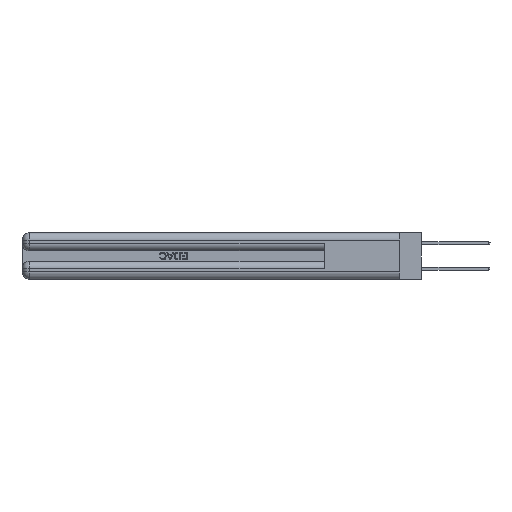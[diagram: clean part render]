
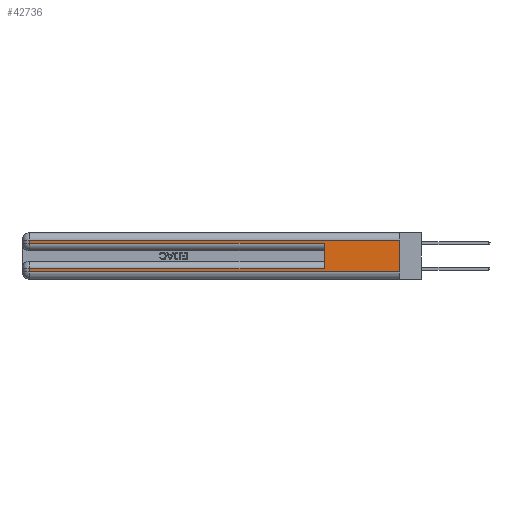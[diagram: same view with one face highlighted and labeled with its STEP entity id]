
A CAD part, left-side view. The second image highlights one B-rep face of the part: STEP entity #42736.
In plain terms, the highlighted planar face has unit normal (-1, 0, 0).
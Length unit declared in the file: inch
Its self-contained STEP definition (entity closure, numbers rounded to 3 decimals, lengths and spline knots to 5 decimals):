
#1233 = EDGE_CURVE ( 'NONE', #45578, #33511, #2930, .T. ) ;
#1263 = VERTEX_POINT ( 'NONE', #26299 ) ;
#1382 = ORIENTED_EDGE ( 'NONE', *, *, #1233, .T. ) ;
#2211 = DIRECTION ( 'NONE',  ( 0., -1., 0. ) ) ;
#2502 = VERTEX_POINT ( 'NONE', #26370 ) ;
#2930 = LINE ( 'NONE', #26986, #34551 ) ;
#7084 = ORIENTED_EDGE ( 'NONE', *, *, #34777, .T. ) ;
#7300 = CARTESIAN_POINT ( 'NONE',  ( 0., 0., 0.37 ) ) ;
#7521 = DIRECTION ( 'NONE',  ( 0., 1., 0. ) ) ;
#12834 = LINE ( 'NONE', #17209, #35465 ) ;
#13443 = ORIENTED_EDGE ( 'NONE', *, *, #13943, .T. ) ;
#13756 = VECTOR ( 'NONE', #34298, 39.37008 ) ;
#13943 = EDGE_CURVE ( 'NONE', #2502, #18396, #33193, .T. ) ;
#14267 = DIRECTION ( 'NONE',  ( 0., 0., -1. ) ) ;
#14274 = DIRECTION ( 'NONE',  ( 0., 0., -1. ) ) ;
#14930 = LINE ( 'NONE', #7300, #13756 ) ;
#15858 = CARTESIAN_POINT ( 'NONE',  ( 0., 0., 0.31 ) ) ;
#16065 = ORIENTED_EDGE ( 'NONE', *, *, #39935, .F. ) ;
#16186 = LINE ( 'NONE', #25421, #23326 ) ;
#17047 = LINE ( 'NONE', #46788, #26624 ) ;
#17209 = CARTESIAN_POINT ( 'NONE',  ( 0., 0., 0.285 ) ) ;
#17597 = DIRECTION ( 'NONE',  ( 0., 0., 1. ) ) ;
#18396 = VERTEX_POINT ( 'NONE', #26805 ) ;
#19087 = CARTESIAN_POINT ( 'NONE',  ( 0., 2.94, 0.31 ) ) ;
#19386 = ORIENTED_EDGE ( 'NONE', *, *, #41310, .T. ) ;
#19815 = VERTEX_POINT ( 'NONE', #15858 ) ;
#21314 = LINE ( 'NONE', #22989, #42816 ) ;
#21410 = CARTESIAN_POINT ( 'NONE',  ( 0., 0., 0.37 ) ) ;
#22224 = ORIENTED_EDGE ( 'NONE', *, *, #44649, .F. ) ;
#22989 = CARTESIAN_POINT ( 'NONE',  ( 0., 0., 0.31 ) ) ;
#23326 = VECTOR ( 'NONE', #17597, 39.37008 ) ;
#24493 = DIRECTION ( 'NONE',  ( 0., -1., 0. ) ) ;
#25421 = CARTESIAN_POINT ( 'NONE',  ( 0., 0.6, 0.145 ) ) ;
#25571 = EDGE_LOOP ( 'NONE', ( #16065, #19386, #1382, #43031, #22224, #13443, #7084, #43408 ) ) ;
#25661 = DIRECTION ( 'NONE',  ( 0., 0., -1. ) ) ;
#26299 = CARTESIAN_POINT ( 'NONE',  ( 0., 0., 0.06 ) ) ;
#26370 = CARTESIAN_POINT ( 'NONE',  ( 0., 0.6, 0.085 ) ) ;
#26624 = VECTOR ( 'NONE', #24493, 39.37008 ) ;
#26805 = CARTESIAN_POINT ( 'NONE',  ( 0., 2.94, 0.085 ) ) ;
#26986 = CARTESIAN_POINT ( 'NONE',  ( 0., 2.94, 0.37 ) ) ;
#27214 = FACE_OUTER_BOUND ( 'NONE', #25571, .T. ) ;
#31229 = CARTESIAN_POINT ( 'NONE',  ( 0., 0., 0.085 ) ) ;
#32623 = CARTESIAN_POINT ( 'NONE',  ( 0., 2.94, 0.37 ) ) ;
#32940 = DIRECTION ( 'NONE',  ( 1., 0., 0. ) ) ;
#33193 = LINE ( 'NONE', #31229, #42751 ) ;
#33511 = VERTEX_POINT ( 'NONE', #37062 ) ;
#33864 = EDGE_CURVE ( 'NONE', #38435, #1263, #17047, .T. ) ;
#34298 = DIRECTION ( 'NONE',  ( 0., 0., -1. ) ) ;
#34551 = VECTOR ( 'NONE', #25661, 39.37008 ) ;
#34777 = EDGE_CURVE ( 'NONE', #18396, #38435, #47865, .T. ) ;
#34847 = VECTOR ( 'NONE', #14274, 39.37008 ) ;
#35074 = CARTESIAN_POINT ( 'NONE',  ( 0., 0.6, 0.285 ) ) ;
#35465 = VECTOR ( 'NONE', #2211, 39.37008 ) ;
#37062 = CARTESIAN_POINT ( 'NONE',  ( 0., 2.94, 0.285 ) ) ;
#38435 = VERTEX_POINT ( 'NONE', #43045 ) ;
#39935 = EDGE_CURVE ( 'NONE', #19815, #1263, #14930, .T. ) ;
#40935 = PLANE ( 'NONE',  #42512 ) ;
#41310 = EDGE_CURVE ( 'NONE', #19815, #45578, #21314, .T. ) ;
#42512 = AXIS2_PLACEMENT_3D ( 'NONE', #21410, #32940, #14267 ) ;
#42543 = DIRECTION ( 'NONE',  ( 0., 1., 0. ) ) ;
#42736 = ADVANCED_FACE ( 'NONE', ( #27214 ), #40935, .F. ) ;
#42751 = VECTOR ( 'NONE', #42543, 39.37008 ) ;
#42816 = VECTOR ( 'NONE', #7521, 39.37008 ) ;
#43031 = ORIENTED_EDGE ( 'NONE', *, *, #43374, .T. ) ;
#43045 = CARTESIAN_POINT ( 'NONE',  ( 0., 2.94, 0.06 ) ) ;
#43374 = EDGE_CURVE ( 'NONE', #33511, #44952, #12834, .T. ) ;
#43408 = ORIENTED_EDGE ( 'NONE', *, *, #33864, .T. ) ;
#44649 = EDGE_CURVE ( 'NONE', #2502, #44952, #16186, .T. ) ;
#44952 = VERTEX_POINT ( 'NONE', #35074 ) ;
#45578 = VERTEX_POINT ( 'NONE', #19087 ) ;
#46788 = CARTESIAN_POINT ( 'NONE',  ( 0., 0., 0.06 ) ) ;
#47865 = LINE ( 'NONE', #32623, #34847 ) ;
